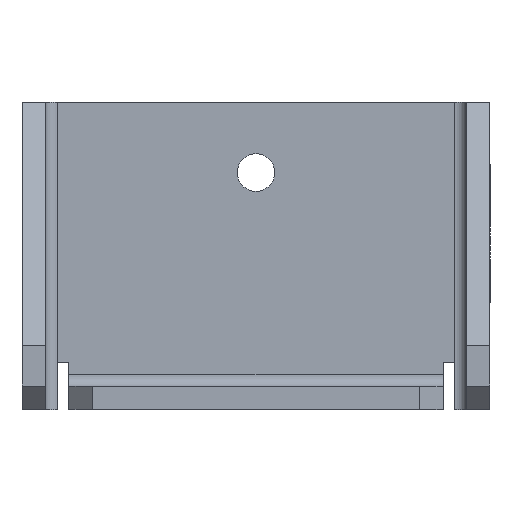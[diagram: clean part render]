
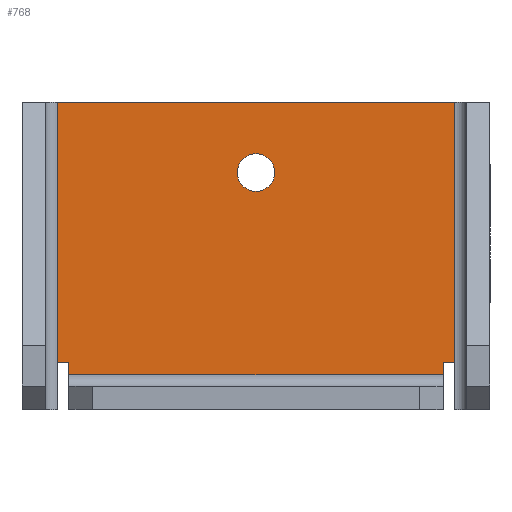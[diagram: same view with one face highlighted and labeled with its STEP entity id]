
A CAD part, top view. The second image highlights one B-rep face of the part: STEP entity #768.
In plain terms, the highlighted planar face has unit normal (0, 0, 1).
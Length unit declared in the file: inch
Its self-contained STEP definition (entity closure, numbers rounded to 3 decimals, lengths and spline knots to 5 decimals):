
#35=LINE('',#1192,#119);
#36=LINE('',#1194,#120);
#37=LINE('',#1196,#121);
#38=LINE('',#1198,#122);
#39=LINE('',#1200,#123);
#40=LINE('',#1202,#124);
#41=LINE('',#1204,#125);
#42=LINE('',#1205,#126);
#119=VECTOR('',#956,39.37008);
#120=VECTOR('',#957,39.37008);
#121=VECTOR('',#958,39.37008);
#122=VECTOR('',#959,39.37008);
#123=VECTOR('',#960,39.37008);
#124=VECTOR('',#961,39.37008);
#125=VECTOR('',#962,39.37008);
#126=VECTOR('',#963,39.37008);
#186=PLANE('',#845);
#229=FACE_BOUND('',#300,.T.);
#242=FACE_OUTER_BOUND('',#299,.T.);
#299=EDGE_LOOP('',(#572,#573,#574,#575,#576,#577,#578,#579));
#300=EDGE_LOOP('',(#580));
#344=CIRCLE('',#829,0.1005);
#366=VERTEX_POINT('',#1124);
#395=VERTEX_POINT('',#1190);
#396=VERTEX_POINT('',#1191);
#397=VERTEX_POINT('',#1193);
#398=VERTEX_POINT('',#1195);
#399=VERTEX_POINT('',#1197);
#400=VERTEX_POINT('',#1199);
#401=VERTEX_POINT('',#1201);
#402=VERTEX_POINT('',#1203);
#432=EDGE_CURVE('',#366,#366,#344,.T.);
#461=EDGE_CURVE('',#395,#396,#35,.T.);
#462=EDGE_CURVE('',#395,#397,#36,.T.);
#463=EDGE_CURVE('',#398,#397,#37,.T.);
#464=EDGE_CURVE('',#398,#399,#38,.T.);
#465=EDGE_CURVE('',#399,#400,#39,.T.);
#466=EDGE_CURVE('',#400,#401,#40,.T.);
#467=EDGE_CURVE('',#401,#402,#41,.T.);
#468=EDGE_CURVE('',#396,#402,#42,.T.);
#572=ORIENTED_EDGE('',*,*,#461,.F.);
#573=ORIENTED_EDGE('',*,*,#462,.T.);
#574=ORIENTED_EDGE('',*,*,#463,.F.);
#575=ORIENTED_EDGE('',*,*,#464,.T.);
#576=ORIENTED_EDGE('',*,*,#465,.T.);
#577=ORIENTED_EDGE('',*,*,#466,.T.);
#578=ORIENTED_EDGE('',*,*,#467,.T.);
#579=ORIENTED_EDGE('',*,*,#468,.F.);
#580=ORIENTED_EDGE('',*,*,#432,.F.);
#768=ADVANCED_FACE('',(#242,#229),#186,.F.);
#829=AXIS2_PLACEMENT_3D('',#1125,#902,#903);
#845=AXIS2_PLACEMENT_3D('',#1189,#954,#955);
#902=DIRECTION('center_axis',(0.,0.,1.));
#903=DIRECTION('ref_axis',(1.,0.,0.));
#954=DIRECTION('center_axis',(0.,0.,-1.));
#955=DIRECTION('ref_axis',(-1.,0.,0.));
#956=DIRECTION('',(-1.,0.,0.));
#957=DIRECTION('',(0.,1.,0.));
#958=DIRECTION('',(-1.,0.,0.));
#959=DIRECTION('',(0.,1.,0.));
#960=DIRECTION('',(-1.,0.,0.));
#961=DIRECTION('',(0.,-1.,0.));
#962=DIRECTION('',(1.,0.,0.));
#963=DIRECTION('',(0.,1.,0.));
#1124=CARTESIAN_POINT('',(1.16108,1.265,0.));
#1125=CARTESIAN_POINT('Origin',(1.06058,1.265,0.));
#1189=CARTESIAN_POINT('Origin',(0.,0.,0.));
#1190=CARTESIAN_POINT('',(2.05865,0.1875,0.));
#1191=CARTESIAN_POINT('',(0.0625,0.1875,0.));
#1192=CARTESIAN_POINT('',(2.05865,0.1875,0.));
#1193=CARTESIAN_POINT('',(2.05865,0.25,0.));
#1194=CARTESIAN_POINT('',(2.05865,0.,0.));
#1195=CARTESIAN_POINT('',(2.12115,0.25,0.));
#1196=CARTESIAN_POINT('',(0.,0.25,0.));
#1197=CARTESIAN_POINT('',(2.12115,1.64,0.));
#1198=CARTESIAN_POINT('',(2.12115,0.,0.));
#1199=CARTESIAN_POINT('',(0.,1.64,0.));
#1200=CARTESIAN_POINT('',(0.,1.64,0.));
#1201=CARTESIAN_POINT('',(0.,0.25,0.));
#1202=CARTESIAN_POINT('',(0.,0.,0.));
#1203=CARTESIAN_POINT('',(0.0625,0.25,0.));
#1204=CARTESIAN_POINT('',(0.,0.25,0.));
#1205=CARTESIAN_POINT('',(0.0625,0.,0.));
